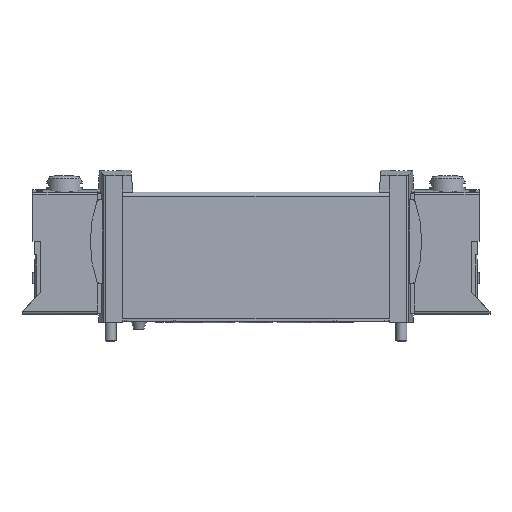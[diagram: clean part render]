
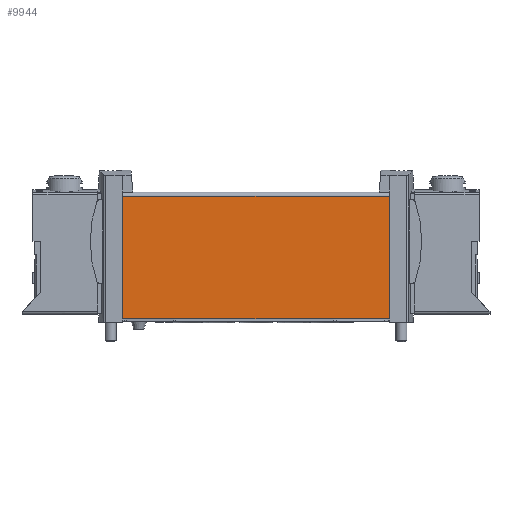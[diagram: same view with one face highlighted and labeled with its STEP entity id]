
A CAD part, top view. The second image highlights one B-rep face of the part: STEP entity #9944.
In plain terms, the highlighted planar face has unit normal (0, 0, 1).
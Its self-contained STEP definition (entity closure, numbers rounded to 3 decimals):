
#155=PLANE('',#10744);
#874=LINE('',#15828,#1797);
#877=LINE('',#15834,#1800);
#878=LINE('',#15836,#1801);
#879=LINE('',#15838,#1802);
#1797=VECTOR('',#12360,1000.);
#1800=VECTOR('',#12367,1000.);
#1801=VECTOR('',#12368,1000.);
#1802=VECTOR('',#12369,1000.);
#3045=ORIENTED_EDGE('',*,*,#5824,.T.);
#3046=ORIENTED_EDGE('',*,*,#5825,.F.);
#3047=ORIENTED_EDGE('',*,*,#5826,.F.);
#3048=ORIENTED_EDGE('',*,*,#5820,.T.);
#5820=EDGE_CURVE('',#7190,#7189,#874,.T.);
#5824=EDGE_CURVE('',#7189,#7191,#877,.T.);
#5825=EDGE_CURVE('',#7192,#7191,#878,.T.);
#5826=EDGE_CURVE('',#7190,#7192,#879,.T.);
#7189=VERTEX_POINT('',#15827);
#7190=VERTEX_POINT('',#15829);
#7191=VERTEX_POINT('',#15835);
#7192=VERTEX_POINT('',#15837);
#8296=EDGE_LOOP('',(#3045,#3046,#3047,#3048));
#9061=FACE_BOUND('',#8296,.T.);
#9944=ADVANCED_FACE('',(#9061),#155,.F.);
#10744=AXIS2_PLACEMENT_3D('',#15833,#12365,#12366);
#12360=DIRECTION('',(-1.,0.,0.));
#12365=DIRECTION('',(0.,0.,-1.));
#12366=DIRECTION('',(-1.,0.,0.));
#12367=DIRECTION('',(0.,-1.,0.));
#12368=DIRECTION('',(-1.,0.,0.));
#12369=DIRECTION('',(0.,-1.,0.));
#15827=CARTESIAN_POINT('',(-30.45,28.,7.2));
#15828=CARTESIAN_POINT('',(30.45,28.,7.2));
#15829=CARTESIAN_POINT('',(30.45,28.,7.2));
#15833=CARTESIAN_POINT('',(30.45,28.,7.2));
#15834=CARTESIAN_POINT('',(-30.45,28.,7.2));
#15835=CARTESIAN_POINT('',(-30.45,0.,7.2));
#15836=CARTESIAN_POINT('',(30.45,0.,7.2));
#15837=CARTESIAN_POINT('',(30.45,0.,7.2));
#15838=CARTESIAN_POINT('',(30.45,28.,7.2));
